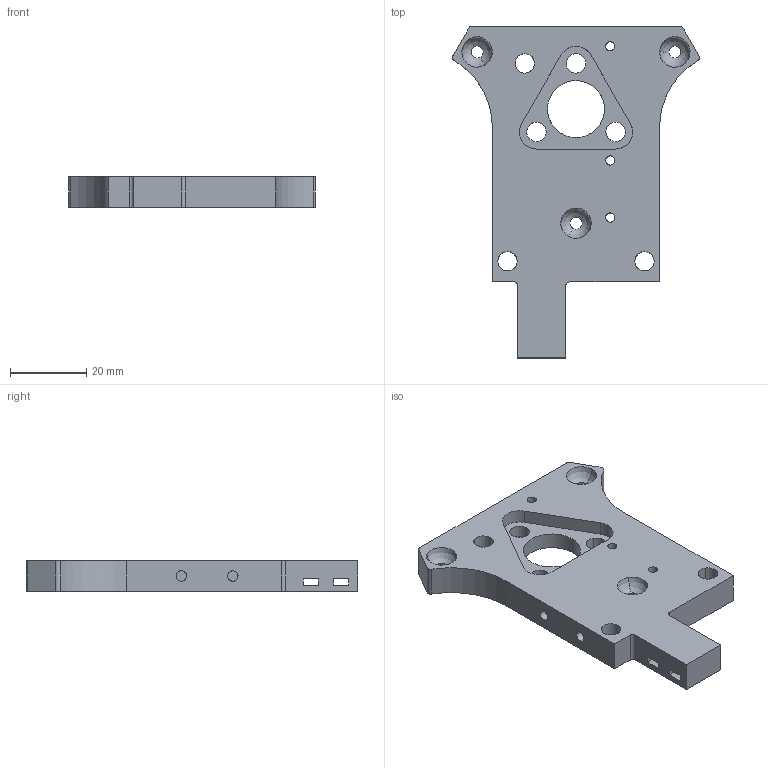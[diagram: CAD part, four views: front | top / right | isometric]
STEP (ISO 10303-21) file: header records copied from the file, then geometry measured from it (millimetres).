
FILE_DESCRIPTION(/* description */ (''),/* implementation_level */ '2;1');
FILE_NAME(/* name */ 'ToolPlate',/* time_stamp */ '2020-10-16T14:02:44-07:00',/* author */ (''),/* organization */ (''),/* preprocessor_version */ 'ST-DEVELOPER v15',/* originating_system */ '',/* authorisation */ '');
FILE_SCHEMA (('AUTOMOTIVE_DESIGN'));
Length unit declared in the file: millimetre
Products named in the file (1): Document
Bounding box: 64.89 x 87.23 x 8 mm (x, y, z)
Volume: 23168.1 mm3; surface area: 10596.1 mm2
Topology: 1 solids, 1 shells, 97 faces, 252 edges, 162 vertices
Faces by surface type: bspline 82, plane 15
Entity records: 3326 total; most frequent: CARTESIAN_POINT 1953, ORIENTED_EDGE 504, EDGE_CURVE 252, VERTEX_POINT 162, EDGE_LOOP 132, ADVANCED_FACE 97, FACE_OUTER_BOUND 97, FACE_BOUND 35
